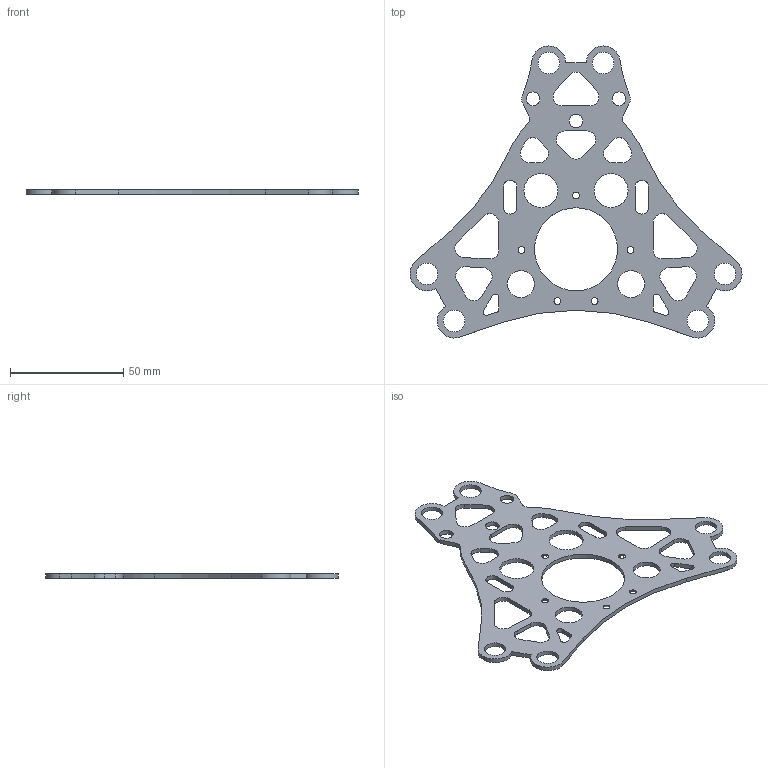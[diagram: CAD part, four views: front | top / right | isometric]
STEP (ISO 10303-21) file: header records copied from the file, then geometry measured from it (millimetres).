
FILE_DESCRIPTION(/* description */ (''),/* implementation_level */ '2;1');
FILE_NAME(/* name */ 'CameraDamppedBasePlate.step',/* time_stamp */ '2023-05-24T10:56:45+08:00',/* author */ (''),/* organization */ (''),/* preprocessor_version */ 'ST-DEVELOPER v19.2',/* originating_system */ 'Autodesk Translation Framework v12.4.0.73',/* authorisation */ '');
FILE_SCHEMA (('AUTOMOTIVE_DESIGN { 1 0 10303 214 3 1 1 }'));
Length unit declared in the file: millimetre
Products named in the file (1): CameraDamppedBasePlate
Bounding box: 146.45 x 128.84 x 2 mm (x, y, z)
Volume: 12228.4 mm3; surface area: 15443.9 mm2
Topology: 1 solids, 1 shells, 124 faces, 361 edges, 239 vertices
Faces by surface type: cylinder 72, plane 47, cone 5
Full cylindrical faces by diameter (mm): 3 x5, 6 x3, 9.5 x6, 12 x2, 15 x2, 36.569 x1
Entity records: 4318 total; most frequent: DIRECTION 760, CARTESIAN_POINT 725, ORIENTED_EDGE 722, EDGE_CURVE 361, AXIS2_PLACEMENT_3D 274, VERTEX_POINT 239, LINE 212, VECTOR 212
